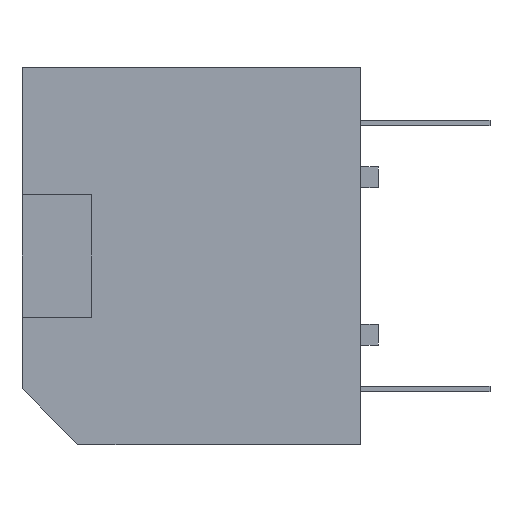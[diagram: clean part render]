
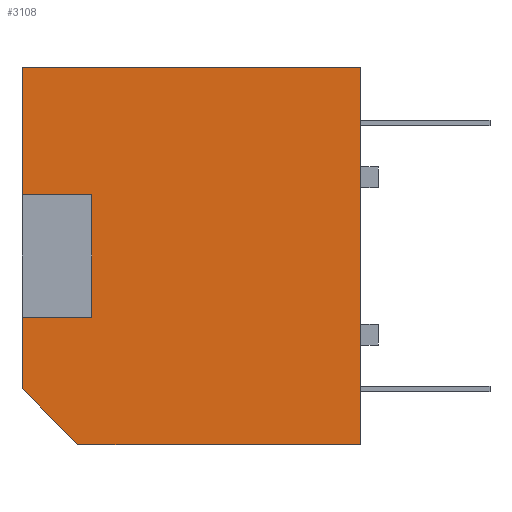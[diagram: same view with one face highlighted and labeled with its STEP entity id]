
A CAD part, left-side view. The second image highlights one B-rep face of the part: STEP entity #3108.
In plain terms, the highlighted planar face has unit normal (-1, 0, 0).
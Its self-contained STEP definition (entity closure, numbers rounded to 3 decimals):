
#79 = CARTESIAN_POINT ( 'NONE',  ( -2.05, 0.5, 5.4 ) ) ;
#88 = VERTEX_POINT ( 'NONE', #3632 ) ;
#349 = LINE ( 'NONE', #353, #354 ) ;
#353 = CARTESIAN_POINT ( 'NONE',  ( -2.05, 8.2, 1.75 ) ) ;
#354 = VECTOR ( 'NONE', #355, 1000. ) ;
#355 = DIRECTION ( 'NONE',  ( 0., 0., 1. ) ) ;
#574 = LINE ( 'NONE', #575, #576 ) ;
#575 = CARTESIAN_POINT ( 'NONE',  ( -2.05, 8.2, 1.75 ) ) ;
#576 = VECTOR ( 'NONE', #577, 1000. ) ;
#577 = DIRECTION ( 'NONE',  ( 0., 1., 0. ) ) ;
#774 = CARTESIAN_POINT ( 'NONE',  ( -2.05, 8.2, 1.75 ) ) ;
#789 = ORIENTED_EDGE ( 'NONE', *, *, #2363, .T. ) ;
#1040 = LINE ( 'NONE', #1041, #1042 ) ;
#1041 = CARTESIAN_POINT ( 'NONE',  ( -2.05, 8.2, -1.75 ) ) ;
#1042 = VECTOR ( 'NONE', #1043, 1000. ) ;
#1043 = DIRECTION ( 'NONE',  ( 0., 1., 0. ) ) ;
#1178 = LINE ( 'NONE', #1179, #1180 ) ;
#1179 = CARTESIAN_POINT ( 'NONE',  ( -2.05, 10.2, -5.4 ) ) ;
#1180 = VECTOR ( 'NONE', #1181, 1000. ) ;
#1181 = DIRECTION ( 'NONE',  ( 0., -1., 0. ) ) ;
#1218 = LINE ( 'NONE', #1219, #1220 ) ;
#1219 = CARTESIAN_POINT ( 'NONE',  ( -2.05, 10.2, -3.8 ) ) ;
#1220 = VECTOR ( 'NONE', #1221, 1000. ) ;
#1221 = DIRECTION ( 'NONE',  ( 0., -0.707, -0.707 ) ) ;
#1227 = LINE ( 'NONE', #1228, #1229 ) ;
#1228 = CARTESIAN_POINT ( 'NONE',  ( -2.05, 10.2, -5.4 ) ) ;
#1229 = VECTOR ( 'NONE', #1230, 1000. ) ;
#1230 = DIRECTION ( 'NONE',  ( 0., 0., 1. ) ) ;
#1278 = CARTESIAN_POINT ( 'NONE',  ( -2.05, 10.2, 1.75 ) ) ;
#1287 = CARTESIAN_POINT ( 'NONE',  ( -2.05, 8.6, -5.4 ) ) ;
#1481 = EDGE_LOOP ( 'NONE', ( #1974, #2397, #2381, #1941, #2983, #2398, #2780, #3257, #789 ) ) ;
#1552 = VERTEX_POINT ( 'NONE', #4165 ) ;
#1941 = ORIENTED_EDGE ( 'NONE', *, *, #2009, .T. ) ;
#1974 = ORIENTED_EDGE ( 'NONE', *, *, #1989, .F. ) ;
#1989 = EDGE_CURVE ( 'NONE', #2020, #88, #4486, .T. ) ;
#2009 = EDGE_CURVE ( 'NONE', #3208, #3224, #4532, .T. ) ;
#2020 = VERTEX_POINT ( 'NONE', #4576 ) ;
#2049 = EDGE_CURVE ( 'NONE', #2073, #3224, #4775, .T. ) ;
#2073 = VERTEX_POINT ( 'NONE', #4946 ) ;
#2363 = EDGE_CURVE ( 'NONE', #1552, #88, #1040, .T. ) ;
#2381 = ORIENTED_EDGE ( 'NONE', *, *, #2400, .T. ) ;
#2397 = ORIENTED_EDGE ( 'NONE', *, *, #2412, .T. ) ;
#2398 = ORIENTED_EDGE ( 'NONE', *, *, #2418, .F. ) ;
#2400 = EDGE_CURVE ( 'NONE', #2434, #3208, #1178, .T. ) ;
#2412 = EDGE_CURVE ( 'NONE', #2020, #2434, #1218, .T. ) ;
#2418 = EDGE_CURVE ( 'NONE', #2432, #2073, #1227, .T. ) ;
#2432 = VERTEX_POINT ( 'NONE', #1278 ) ;
#2434 = VERTEX_POINT ( 'NONE', #1287 ) ;
#2780 = ORIENTED_EDGE ( 'NONE', *, *, #2796, .F. ) ;
#2796 = EDGE_CURVE ( 'NONE', #2830, #2432, #574, .T. ) ;
#2830 = VERTEX_POINT ( 'NONE', #774 ) ;
#2983 = ORIENTED_EDGE ( 'NONE', *, *, #2049, .F. ) ;
#3108 = ADVANCED_FACE ( 'NONE', ( #4570 ), #4571, .F. ) ;
#3208 = VERTEX_POINT ( 'NONE', #5260 ) ;
#3224 = VERTEX_POINT ( 'NONE', #79 ) ;
#3257 = ORIENTED_EDGE ( 'NONE', *, *, #3264, .F. ) ;
#3264 = EDGE_CURVE ( 'NONE', #1552, #2830, #349, .T. ) ;
#3632 = CARTESIAN_POINT ( 'NONE',  ( -2.05, 10.2, -1.75 ) ) ;
#4165 = CARTESIAN_POINT ( 'NONE',  ( -2.05, 8.2, -1.75 ) ) ;
#4486 = LINE ( 'NONE', #4487, #4488 ) ;
#4487 = CARTESIAN_POINT ( 'NONE',  ( -2.05, 10.2, -5.4 ) ) ;
#4488 = VECTOR ( 'NONE', #4489, 1000. ) ;
#4489 = DIRECTION ( 'NONE',  ( 0., 0., 1. ) ) ;
#4532 = LINE ( 'NONE', #4533, #4534 ) ;
#4533 = CARTESIAN_POINT ( 'NONE',  ( -2.05, 0.5, -5.4 ) ) ;
#4534 = VECTOR ( 'NONE', #4535, 1000. ) ;
#4535 = DIRECTION ( 'NONE',  ( 0., 0., 1. ) ) ;
#4570 = FACE_OUTER_BOUND ( 'NONE', #1481, .T. ) ;
#4571 = PLANE ( 'NONE',  #4572 ) ;
#4572 = AXIS2_PLACEMENT_3D ( 'NONE', #4573, #4574, #4575 ) ;
#4573 = CARTESIAN_POINT ( 'NONE',  ( -2.05, 10.2, -5.4 ) ) ;
#4574 = DIRECTION ( 'NONE',  ( 1., 0., 0. ) ) ;
#4575 = DIRECTION ( 'NONE',  ( 0., 0., -1. ) ) ;
#4576 = CARTESIAN_POINT ( 'NONE',  ( -2.05, 10.2, -3.8 ) ) ;
#4775 = LINE ( 'NONE', #4776, #4777 ) ;
#4776 = CARTESIAN_POINT ( 'NONE',  ( -2.05, 10.2, 5.4 ) ) ;
#4777 = VECTOR ( 'NONE', #4778, 1000. ) ;
#4778 = DIRECTION ( 'NONE',  ( 0., -1., 0. ) ) ;
#4946 = CARTESIAN_POINT ( 'NONE',  ( -2.05, 10.2, 5.4 ) ) ;
#5260 = CARTESIAN_POINT ( 'NONE',  ( -2.05, 0.5, -5.4 ) ) ;
